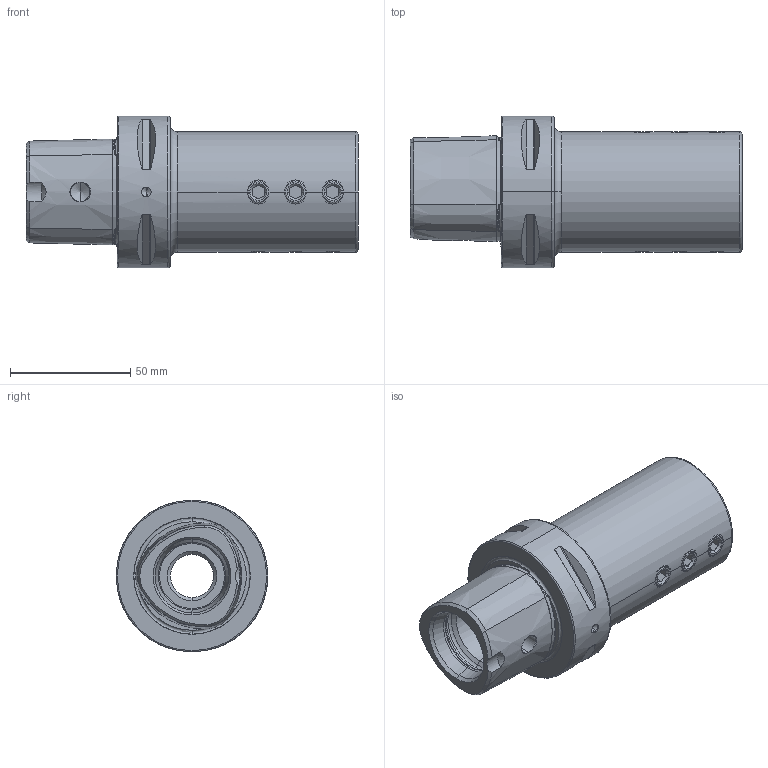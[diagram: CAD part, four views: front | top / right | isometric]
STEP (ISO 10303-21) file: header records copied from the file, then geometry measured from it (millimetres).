
FILE_DESCRIPTION (( 'STEP AP214' ), '1' );
FILE_NAME ('PS6.B25.K01.100.STEP', '2020-09-16T09:53:45', ( '' ), ( '' ), 'SwSTEP 2.0', 'SolidWorks 2017', '' );
FILE_SCHEMA (( 'AUTOMOTIVE_DESIGN' ));
Length unit declared in the file: millimetre
Products named in the file (3): ISO 4026 - M10 x 12_PreviewCfg; PS6-B25.K01.100_B; PS6.B25.K01.100
Assembly tree (10 placements, depth 2):
  PS6.B25.K01.100
    PS6-B25.K01.100_B
    ISO 4026 - M10 x 12_PreviewCfg  x9
Bounding box: 138 x 63 x 63 mm (x, y, z)
Volume: 213399.6 mm3; surface area: 44803.3 mm2
Topology: 10 solids, 10 shells, 304 faces, 741 edges, 458 vertices
Faces by surface type: plane 102, cone 97, cylinder 67, torus 38
Entity records: 7196 total; most frequent: CARTESIAN_POINT 2820, ORIENTED_EDGE 866, DIRECTION 822, EDGE_CURVE 433, AXIS2_PLACEMENT_3D 344, VERTEX_POINT 266, EDGE_LOOP 187, ADVANCED_FACE 168
